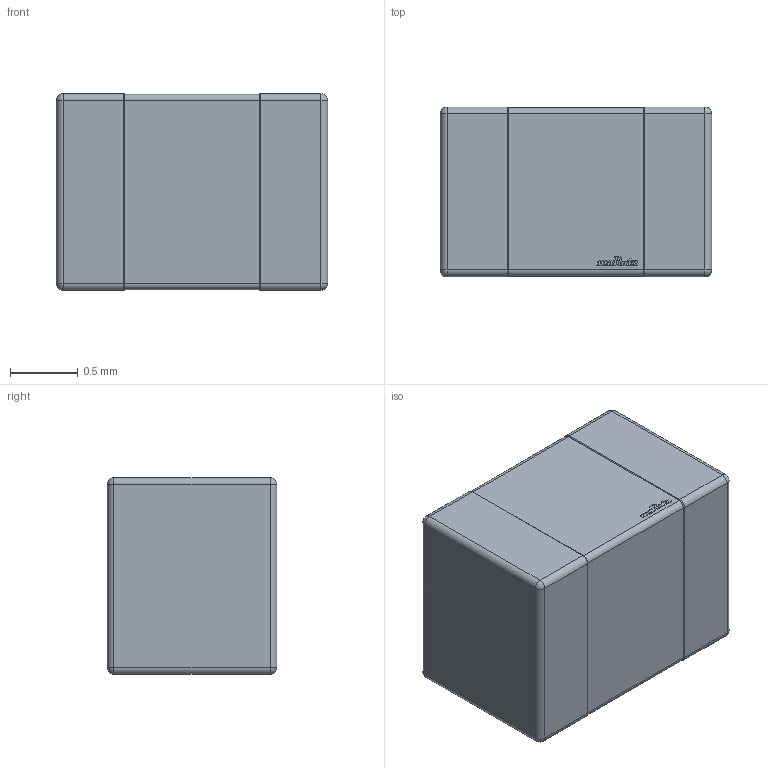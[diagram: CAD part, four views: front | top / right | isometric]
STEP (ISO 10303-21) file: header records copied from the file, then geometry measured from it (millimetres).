
FILE_DESCRIPTION(('FreeCAD Model'),'2;1');
FILE_NAME('LQM21DH101M70B_gray.step', '2021-09-10T16:07:54',('Author'),(''), 'Open CASCADE STEP processor 7.2','FreeCAD','Unknown');
FILE_SCHEMA(('AUTOMOTIVE_DESIGN { 1 0 10303 214 1 1 1 1 }'));
Length unit declared in the file: millimetre
Products named in the file (3): Terminals; Center; Murata
Bounding box: 2 x 1.25 x 1.45 mm (x, y, z)
Volume: 3.6 mm3; surface area: 21.2 mm2
Topology: 4 solids, 4 shells, 203 faces, 753 edges, 1182 vertices
Faces by surface type: cylinder 101, plane 86, torus 8, sphere 8
Entity records: 17901 total; most frequent: CARTESIAN_POINT 4255, DIRECTION 2454, LINE 1334, VECTOR 1334, ORIENTED_EDGE 1090, PCURVE 1090, DEFINITIONAL_REPRESENTATION 1090, EDGE_CURVE 545
